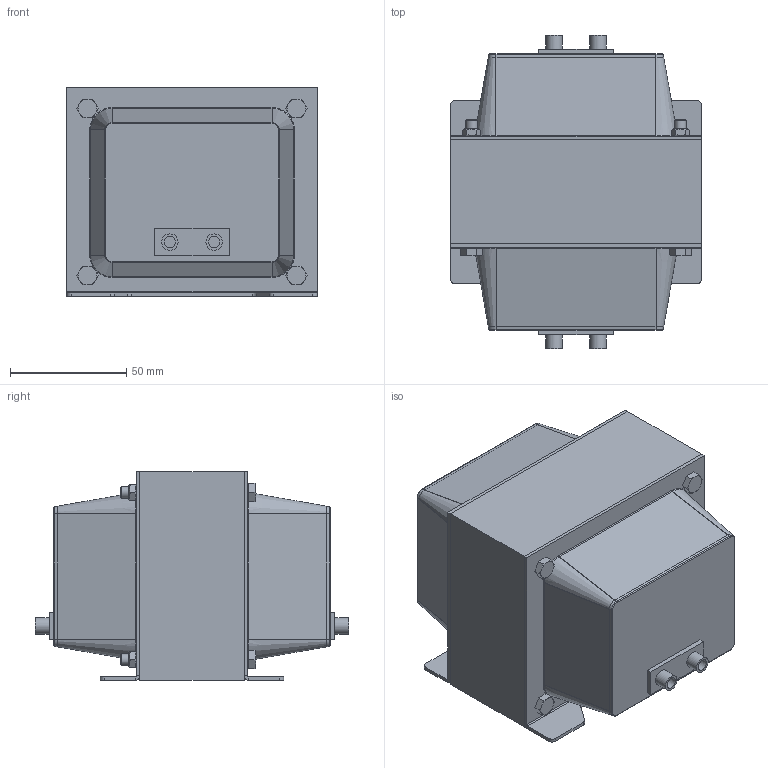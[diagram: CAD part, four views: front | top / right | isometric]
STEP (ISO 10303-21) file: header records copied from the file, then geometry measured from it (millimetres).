
FILE_DESCRIPTION(/* description */ (''),/* implementation_level */ '2;1');
FILE_NAME(/* name */ 'AMN02175201.stp',/* time_stamp */ '2023-09-27T10:13:06+02:00',/* author */ ('velazquez'),/* organization */ (''),/* preprocessor_version */ 'ST-DEVELOPER v19.2',/* originating_system */ 'Autodesk Inventor 2023',/* authorisation */ '');
FILE_SCHEMA (('AUTOMOTIVE_DESIGN { 1 0 10303 214 3 1 1 }'));
Length unit declared in the file: millimetre
Products named in the file (7): AMN02175201; EI108 x 90 - 45 (RC36) Azul; TAPA RC36 RECEPTACULO; Receptaculo negro; Receptaculo Rojo; DIN 933 - M5  x 55; DIN 934 - M4
Assembly tree (13 placements, depth 2):
  AMN02175201
    EI108 x 90 - 45 (RC36) Azul
    TAPA RC36 RECEPTACULO  x2
    Receptaculo negro
    Receptaculo Rojo
    DIN 933 - M5  x 55  x4
    DIN 934 - M4  x4
Bounding box: 108 x 135 x 90 mm (x, y, z)
Volume: 383525.6 mm3; surface area: 133514.8 mm2
Topology: 13 solids, 13 shells, 310 faces, 712 edges, 444 vertices
Faces by surface type: plane 162, cylinder 68, cone 64, torus 16
Full cylindrical faces by diameter (mm): 3.242 x4, 4.567 x4, 5 x16, 5.6 x4, 6.7 x4, 7 x4
Entity records: 4539 total; most frequent: CARTESIAN_POINT 750, DIRECTION 740, ORIENTED_EDGE 662, EDGE_CURVE 331, AXIS2_PLACEMENT_3D 271, VERTEX_POINT 209, LINE 198, VECTOR 198
